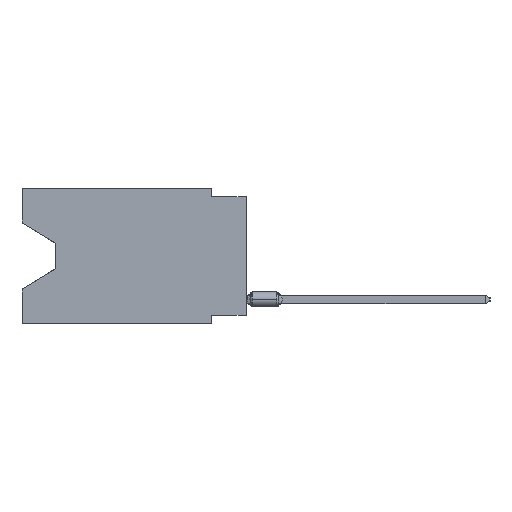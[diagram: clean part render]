
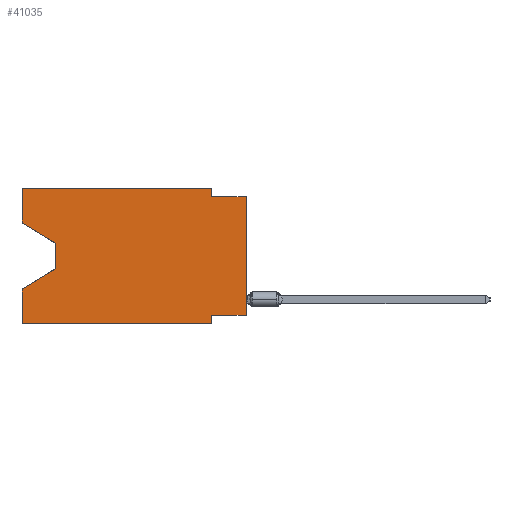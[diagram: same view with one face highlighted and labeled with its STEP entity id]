
A CAD part, left-side view. The second image highlights one B-rep face of the part: STEP entity #41035.
In plain terms, the highlighted planar face has unit normal (-1, 0, 0).
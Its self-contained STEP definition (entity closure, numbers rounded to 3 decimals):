
#434 = VERTEX_POINT ( 'NONE', #21620 ) ;
#615 = CARTESIAN_POINT ( 'NONE',  ( 0., 0., 0. ) ) ;
#892 = LINE ( 'NONE', #4801, #13148 ) ;
#964 = CARTESIAN_POINT ( 'NONE',  ( 0., 2.54, -0.635 ) ) ;
#1047 = LINE ( 'NONE', #24528, #36476 ) ;
#1632 = CARTESIAN_POINT ( 'NONE',  ( 0., 13.97, -5.893 ) ) ;
#2635 = VERTEX_POINT ( 'NONE', #8218 ) ;
#3392 = CARTESIAN_POINT ( 'NONE',  ( 0., 16.383, 0. ) ) ;
#3896 = VECTOR ( 'NONE', #10829, 1000. ) ;
#4315 = CARTESIAN_POINT ( 'NONE',  ( 0., 16.383, -2.546 ) ) ;
#4335 = EDGE_CURVE ( 'NONE', #40753, #18921, #892, .T. ) ;
#4801 = CARTESIAN_POINT ( 'NONE',  ( 0., 0., -0.635 ) ) ;
#6357 = ORIENTED_EDGE ( 'NONE', *, *, #17273, .T. ) ;
#6998 = DIRECTION ( 'NONE',  ( 1., 0., 0. ) ) ;
#7011 = LINE ( 'NONE', #20295, #34290 ) ;
#7261 = EDGE_CURVE ( 'NONE', #18151, #40998, #30510, .T. ) ;
#8218 = CARTESIAN_POINT ( 'NONE',  ( 0., 13.97, -4.013 ) ) ;
#9533 = DIRECTION ( 'NONE',  ( 0., 0.855, -0.519 ) ) ;
#9743 = CARTESIAN_POINT ( 'NONE',  ( 0., 13.97, -5.893 ) ) ;
#10003 = DIRECTION ( 'NONE',  ( 0., -1., 0. ) ) ;
#10189 = CARTESIAN_POINT ( 'NONE',  ( 0., 2.54, 0. ) ) ;
#10829 = DIRECTION ( 'NONE',  ( 0., -0.855, -0.519 ) ) ;
#10946 = ORIENTED_EDGE ( 'NONE', *, *, #26752, .F. ) ;
#12225 = EDGE_CURVE ( 'NONE', #15434, #40998, #19769, .T. ) ;
#12452 = VERTEX_POINT ( 'NONE', #21680 ) ;
#13117 = ORIENTED_EDGE ( 'NONE', *, *, #38506, .T. ) ;
#13148 = VECTOR ( 'NONE', #38643, 1000. ) ;
#13158 = DIRECTION ( 'NONE',  ( 0., 0., 1. ) ) ;
#13418 = CARTESIAN_POINT ( 'NONE',  ( 0., 2.54, 0. ) ) ;
#13867 = DIRECTION ( 'NONE',  ( 0., 0., 1. ) ) ;
#14049 = VERTEX_POINT ( 'NONE', #34228 ) ;
#14274 = EDGE_CURVE ( 'NONE', #30495, #28453, #38261, .T. ) ;
#14842 = CARTESIAN_POINT ( 'NONE',  ( 0., 16.383, 0. ) ) ;
#15434 = VERTEX_POINT ( 'NONE', #1632 ) ;
#16358 = CARTESIAN_POINT ( 'NONE',  ( 0., 16.383, -7.36 ) ) ;
#16578 = CARTESIAN_POINT ( 'NONE',  ( 0., 2.54, -9.906 ) ) ;
#16853 = EDGE_CURVE ( 'NONE', #18151, #14049, #23938, .T. ) ;
#17273 = EDGE_CURVE ( 'NONE', #12452, #18921, #36880, .T. ) ;
#17480 = DIRECTION ( 'NONE',  ( 0., 0., 1. ) ) ;
#17498 = VECTOR ( 'NONE', #9533, 1000. ) ;
#18151 = VERTEX_POINT ( 'NONE', #36126 ) ;
#18532 = ORIENTED_EDGE ( 'NONE', *, *, #12225, .T. ) ;
#18735 = CARTESIAN_POINT ( 'NONE',  ( 0., 16.383, 0. ) ) ;
#18921 = VERTEX_POINT ( 'NONE', #36011 ) ;
#19154 = ORIENTED_EDGE ( 'NONE', *, *, #14274, .F. ) ;
#19417 = CARTESIAN_POINT ( 'NONE',  ( 0., 16.383, 0. ) ) ;
#19769 = LINE ( 'NONE', #9743, #17498 ) ;
#20295 = CARTESIAN_POINT ( 'NONE',  ( 0., 0., -9.271 ) ) ;
#20964 = CARTESIAN_POINT ( 'NONE',  ( 0., 16.383, 0. ) ) ;
#21581 = DIRECTION ( 'NONE',  ( 0., -1., 0. ) ) ;
#21620 = CARTESIAN_POINT ( 'NONE',  ( 0., 16.383, -2.546 ) ) ;
#21659 = EDGE_LOOP ( 'NONE', ( #22989, #13117, #18532, #26116, #32656, #32881, #10946, #6357, #42652, #24531, #19154, #41476 ) ) ;
#21680 = CARTESIAN_POINT ( 'NONE',  ( 0., 0., -9.271 ) ) ;
#22506 = LINE ( 'NONE', #16578, #28805 ) ;
#22629 = CARTESIAN_POINT ( 'NONE',  ( 0., 2.54, -9.271 ) ) ;
#22989 = ORIENTED_EDGE ( 'NONE', *, *, #24425, .T. ) ;
#23329 = FACE_OUTER_BOUND ( 'NONE', #21659, .T. ) ;
#23696 = LINE ( 'NONE', #4315, #3896 ) ;
#23887 = EDGE_CURVE ( 'NONE', #42520, #14049, #22506, .T. ) ;
#23938 = LINE ( 'NONE', #39768, #35988 ) ;
#24425 = EDGE_CURVE ( 'NONE', #434, #2635, #23696, .T. ) ;
#24517 = VECTOR ( 'NONE', #17480, 1000. ) ;
#24528 = CARTESIAN_POINT ( 'NONE',  ( 0., 13.97, -4.013 ) ) ;
#24531 = ORIENTED_EDGE ( 'NONE', *, *, #42736, .F. ) ;
#25551 = VECTOR ( 'NONE', #30192, 1000. ) ;
#26116 = ORIENTED_EDGE ( 'NONE', *, *, #7261, .F. ) ;
#26752 = EDGE_CURVE ( 'NONE', #12452, #42520, #7011, .T. ) ;
#26945 = LINE ( 'NONE', #10189, #25551 ) ;
#27022 = DIRECTION ( 'NONE',  ( 0., 1., 0. ) ) ;
#27646 = AXIS2_PLACEMENT_3D ( 'NONE', #19417, #6998, #42839 ) ;
#28453 = VERTEX_POINT ( 'NONE', #13418 ) ;
#28805 = VECTOR ( 'NONE', #29819, 1000. ) ;
#29019 = LINE ( 'NONE', #3392, #29473 ) ;
#29473 = VECTOR ( 'NONE', #13158, 1000. ) ;
#29819 = DIRECTION ( 'NONE',  ( 0., 0., -1. ) ) ;
#30034 = PLANE ( 'NONE',  #27646 ) ;
#30192 = DIRECTION ( 'NONE',  ( 0., 0., -1. ) ) ;
#30495 = VERTEX_POINT ( 'NONE', #14842 ) ;
#30510 = LINE ( 'NONE', #20964, #24517 ) ;
#30890 = VECTOR ( 'NONE', #13867, 1000. ) ;
#32656 = ORIENTED_EDGE ( 'NONE', *, *, #16853, .T. ) ;
#32881 = ORIENTED_EDGE ( 'NONE', *, *, #23887, .F. ) ;
#34228 = CARTESIAN_POINT ( 'NONE',  ( 0., 2.54, -9.906 ) ) ;
#34290 = VECTOR ( 'NONE', #27022, 1000. ) ;
#34927 = EDGE_CURVE ( 'NONE', #434, #30495, #29019, .T. ) ;
#35988 = VECTOR ( 'NONE', #10003, 1000. ) ;
#36011 = CARTESIAN_POINT ( 'NONE',  ( 0., 0., -0.635 ) ) ;
#36126 = CARTESIAN_POINT ( 'NONE',  ( 0., 16.383, -9.906 ) ) ;
#36476 = VECTOR ( 'NONE', #37515, 1000. ) ;
#36880 = LINE ( 'NONE', #615, #30890 ) ;
#37515 = DIRECTION ( 'NONE',  ( 0., 0., -1. ) ) ;
#38261 = LINE ( 'NONE', #18735, #41466 ) ;
#38506 = EDGE_CURVE ( 'NONE', #2635, #15434, #1047, .T. ) ;
#38643 = DIRECTION ( 'NONE',  ( 0., -1., 0. ) ) ;
#39768 = CARTESIAN_POINT ( 'NONE',  ( 0., 16.383, -9.906 ) ) ;
#40753 = VERTEX_POINT ( 'NONE', #964 ) ;
#40998 = VERTEX_POINT ( 'NONE', #16358 ) ;
#41035 = ADVANCED_FACE ( 'NONE', ( #23329 ), #30034, .F. ) ;
#41466 = VECTOR ( 'NONE', #21581, 1000. ) ;
#41476 = ORIENTED_EDGE ( 'NONE', *, *, #34927, .F. ) ;
#42520 = VERTEX_POINT ( 'NONE', #22629 ) ;
#42652 = ORIENTED_EDGE ( 'NONE', *, *, #4335, .F. ) ;
#42736 = EDGE_CURVE ( 'NONE', #28453, #40753, #26945, .T. ) ;
#42839 = DIRECTION ( 'NONE',  ( 0., 0., -1. ) ) ;
